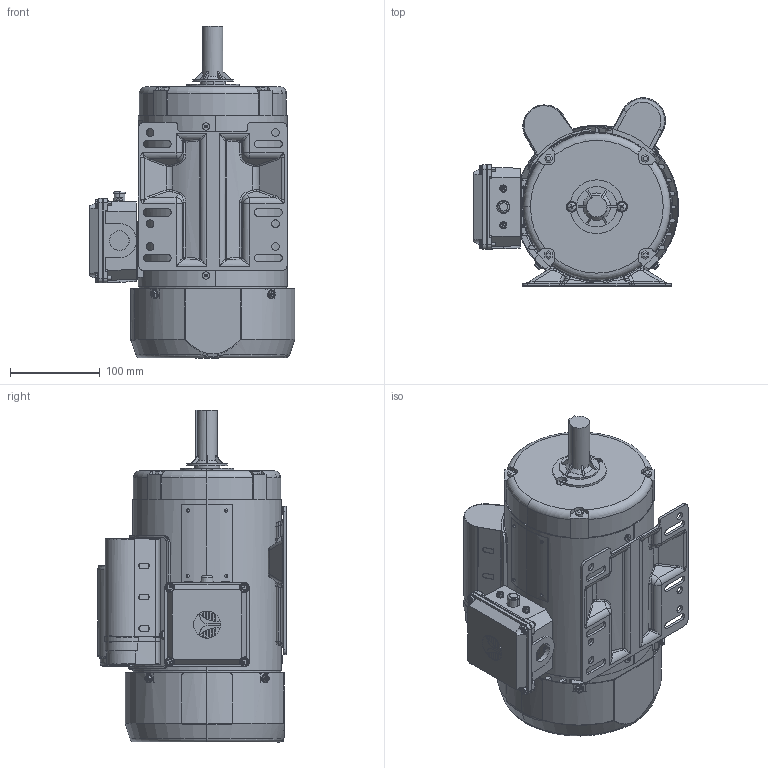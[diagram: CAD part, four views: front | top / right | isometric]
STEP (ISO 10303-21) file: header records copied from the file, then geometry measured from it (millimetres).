
FILE_DESCRIPTION (( 'STEP AP203' ), '1' );
FILE_NAME ('SLF56Hㄗ湍菁褐ぱ籵裔ㄘ.STEP', '2015-08-01T01:37:06', ( 'Windows 蚚誧' ), ( 'Sky123.Org' ), 'SwSTEP 2.0', 'SolidWorks 2013', '' );
FILE_SCHEMA (( 'CONFIG_CONTROL_DESIGN' ));
Length unit declared in the file: millimetre
Products named in the file (41): 电容罩螺钉10-32UNF×6; 热保总成; NEMA詩啣48-140T臏堤盄碟裔; 劑尨梓尨; 56詩第粣扥杶; 接线盒座螺钉10-32UNC×9.5; 出水孔塞; NEMA钢板48-140T铝出线盒盖密封垫; NEMA 56H菁釱; す瑩; 接线盒盖螺钉8-36UNC×14; 霧齪; NEMA詩啣48-140T臏堤盄碟釱; NEMA56猾敕ヶ裔; 前端防尘圈; NEMA56转子（通用C法兰电机）; 霧齪穩隊M2X4; 堤盄碟釱砎蝶菜; 坶援隊蹟譫10-32UNF; 援隊粟銅菜え朴5; 粣創6204; 启动电容罩橡胶垫; 热保安装垫块; 穿钉10-32UNF×260; 后端防尘圈; 粣創6203; 启动电容罩; 热保螺钉8-36UNC×25; SLF56H（带底脚普通盖）; 瑞珔軞傖; 56猾敕綴裔; 运转电容罩; 热保螺钉齿形垫片; SLF56儂褲; 瑞欶; 粣創揤啣ㄗ湍挴ㄘ; 运转电容密封垫; 锁热保螺母8-36UNC; NEMA56-140T出线护套(钢板机壳）; 风罩螺钉10-32UNF×6 ...
Assembly tree (70 placements, depth 2):
  SLF56H（带底脚普通盖）
    SLF56儂褲
    NEMA56-140T出线护套(钢板机壳）
    NEMA詩啣48-140T臏堤盄碟裔
    NEMA钢板48-140T铝出线盒盖密封垫
    NEMA詩啣48-140T臏堤盄碟釱
    堤盄碟釱砎蝶菜
    热保安装垫块  x2
    热保螺钉8-36UNC×25  x2
    热保螺钉齿形垫片  x2
    锁热保螺母8-36UNC  x2
    热保总成
    出水孔塞  x2
    霧齪
    霧齪穩隊M2X4  x4
    启动电容罩橡胶垫
    启动电容罩
    运转电容罩
    运转电容密封垫
    电容罩螺钉10-32UNF×6  x4
    接线盒座螺钉10-32UNC×9.5  x4
    接线盒盖螺钉8-36UNC×14  x4
    NEMA56转子（通用C法兰电机）
    粣創6204
    粣創6203
    56猾敕綴裔
    粣創揤啣ㄗ湍挴ㄘ
    锁轴承压板10-32UNF×22  x2
    56詩第粣扥杶
    す瑩
    前端防尘圈
    援隊粟銅菜え朴5  x4
    后端防尘圈
    瑞珔軞傖
    瑞欶
    风罩螺钉10-32UNF×6  x4
    劑尨梓尨
    NEMA 56H菁釱
    NEMA56猾敕ヶ裔
    坶援隊蹟譫10-32UNF  x4
    穿钉10-32UNF×260  x4
Bounding box: 228.99 x 209.82 x 369.97 mm (x, y, z)
Volume: 1182884.1 mm3; surface area: 938796.5 mm2
Topology: 70 solids, 71 shells, 3513 faces, 9009 edges, 5706 vertices
Faces by surface type: plane 1455, cylinder 1209, torus 373, bspline 338, cone 92, sphere 46
Entity records: 116903 total; most frequent: CARTESIAN_POINT 41629, ORIENTED_EDGE 14990, DIRECTION 14377, EDGE_CURVE 7495, AXIS2_PLACEMENT_3D 5532, VERTEX_POINT 4768, VECTOR 3313, LINE 3313
